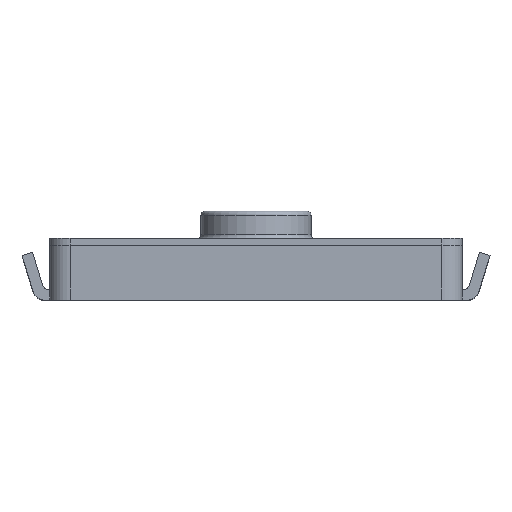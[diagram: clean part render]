
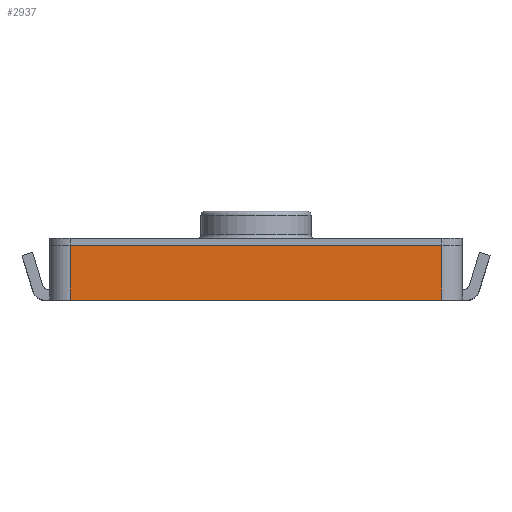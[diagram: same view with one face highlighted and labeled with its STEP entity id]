
A CAD part, top view. The second image highlights one B-rep face of the part: STEP entity #2937.
In plain terms, the highlighted planar face has unit normal (0, 0, 1).
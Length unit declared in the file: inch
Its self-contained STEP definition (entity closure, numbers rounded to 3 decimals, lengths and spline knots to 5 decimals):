
#232=FACE_OUTER_BOUND('',#398,.T.);
#398=EDGE_LOOP('',(#2309,#2310,#2311,#2312));
#623=LINE('',#4361,#949);
#639=LINE('',#4408,#965);
#732=LINE('',#4626,#1058);
#733=LINE('',#4628,#1059);
#949=VECTOR('',#3542,0.1063);
#965=VECTOR('',#3574,0.3937);
#1058=VECTOR('',#3771,0.01575);
#1059=VECTOR('',#3774,0.01575);
#1226=VERTEX_POINT('',#4358);
#1227=VERTEX_POINT('',#4360);
#1249=VERTEX_POINT('',#4405);
#1250=VERTEX_POINT('',#4407);
#1544=EDGE_CURVE('',#1226,#1227,#623,.T.);
#1567=EDGE_CURVE('',#1250,#1249,#639,.T.);
#1678=EDGE_CURVE('',#1227,#1249,#732,.T.);
#1679=EDGE_CURVE('',#1226,#1250,#733,.T.);
#2309=ORIENTED_EDGE('',*,*,#1567,.T.);
#2310=ORIENTED_EDGE('',*,*,#1678,.F.);
#2311=ORIENTED_EDGE('',*,*,#1544,.F.);
#2312=ORIENTED_EDGE('',*,*,#1679,.T.);
#2646=PLANE('',#3143);
#2937=ADVANCED_FACE('',(#232),#2646,.T.);
#3143=AXIS2_PLACEMENT_3D('',#4627,#3772,#3773);
#3542=DIRECTION('',(1.,0.,0.));
#3574=DIRECTION('',(1.,0.,0.));
#3771=DIRECTION('',(0.,-1.,0.));
#3772=DIRECTION('center_axis',(0.,0.,1.));
#3773=DIRECTION('ref_axis',(1.,0.,0.));
#3774=DIRECTION('',(0.,-1.,0.));
#4358=CARTESIAN_POINT('',(0.01378,0.01575,0.));
#4360=CARTESIAN_POINT('',(0.12008,0.01575,0.));
#4361=CARTESIAN_POINT('',(0.01378,0.01575,0.));
#4405=CARTESIAN_POINT('',(0.12008,0.00004,0.));
#4407=CARTESIAN_POINT('',(0.01378,0.00004,0.));
#4408=CARTESIAN_POINT('',(0.04027,0.00004,0.));
#4626=CARTESIAN_POINT('',(0.12008,0.01575,0.));
#4627=CARTESIAN_POINT('Origin',(0.01378,0.01575,0.));
#4628=CARTESIAN_POINT('',(0.01378,0.01575,0.));
